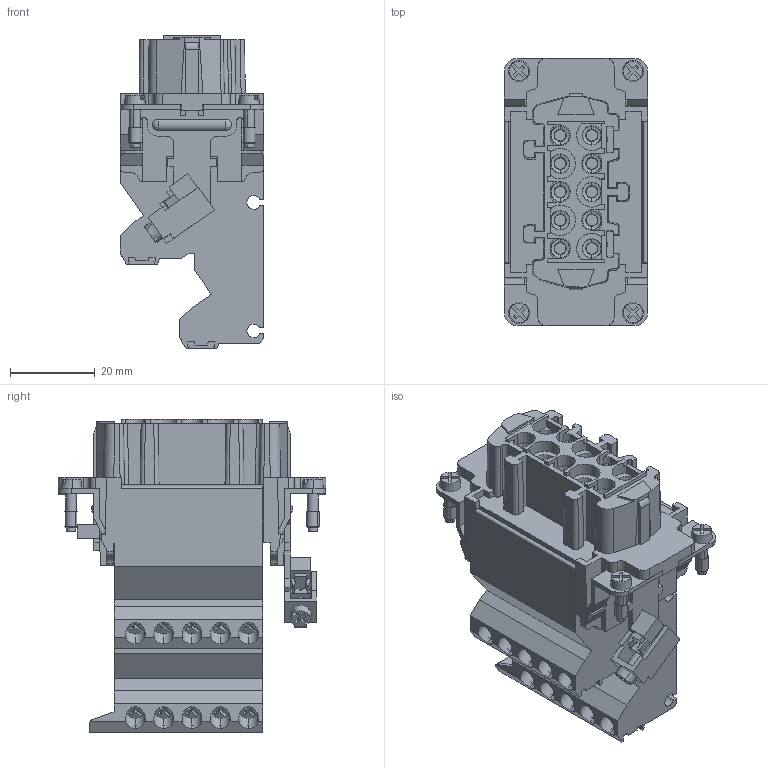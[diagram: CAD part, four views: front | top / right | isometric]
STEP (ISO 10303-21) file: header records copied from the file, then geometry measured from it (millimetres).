
FILE_DESCRIPTION(('Creo Elements/Direct Modeling STEP Export'),'2;1');
FILE_NAME('model.stp','2018-12-11T14:55:58',(''),(''),'Creo Elements/Direct Modeling STEP processor for AP214 (Solid Model)','Creo Elements/Direct Modeling 18.1I 14-Aug-2016 (C) Parametric Technology GmbH','');
FILE_SCHEMA(('AUTOMOTIVE_DESIGN { 1 0 10303 214 1 1 1 1 }'));
Length unit declared in the file: millimetre
Products named in the file (2): HC_B_10_A_UT_PEL_F-select
Assembly tree (1 placements, depth 2):
  HC_B_10_A_UT_PEL_F-select
    HC_B_10_A_UT_PEL_F-select
Bounding box: 34 x 63.4 x 74.15 mm (x, y, z)
Volume: 69519.6 mm3; surface area: 24592.7 mm2
Topology: 1 solids, 1 shells, 1170 faces, 3434 edges, 2290 vertices
Faces by surface type: plane 889, cylinder 217, cone 60, sphere 4
Entity records: 46601 total; most frequent: ORIENTED_EDGE 6868, CARTESIAN_POINT 6818, DIRECTION 5722, EDGE_CURVE 3434, VECTOR 2688, LINE 2688, VERTEX_POINT 2290, AXIS2_PLACEMENT_3D 1517
